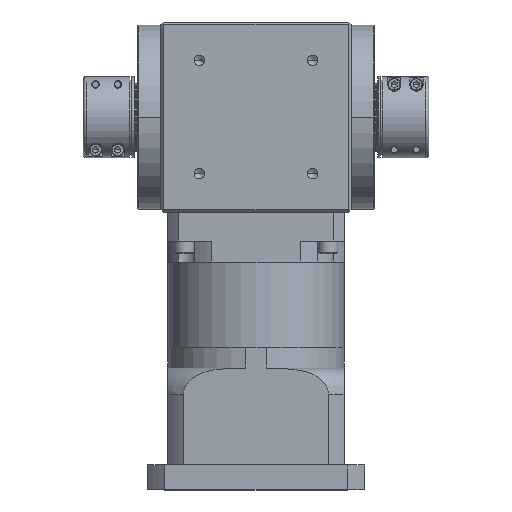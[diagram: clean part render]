
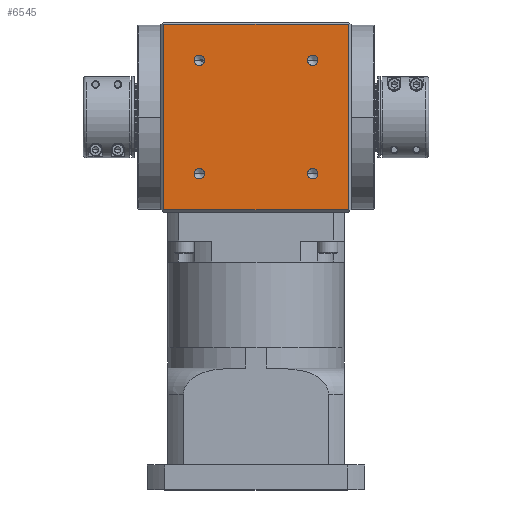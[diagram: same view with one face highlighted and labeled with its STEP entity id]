
A CAD part, top view. The second image highlights one B-rep face of the part: STEP entity #6545.
In plain terms, the highlighted planar face has unit normal (0, 0, 1).
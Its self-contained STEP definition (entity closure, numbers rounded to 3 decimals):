
#1202 = CARTESIAN_POINT ( 'NONE',  ( -45.962, 327.962, 77. ) ) ;
#2396 = DIRECTION ( 'NONE',  ( 0., 0., 1. ) ) ;
#2946 = CIRCLE ( 'NONE', #6499, 4.25 ) ;
#3469 = DIRECTION ( 'NONE',  ( 0., 0., 1. ) ) ;
#3555 = VERTEX_POINT ( 'NONE', #21110 ) ;
#3943 = CARTESIAN_POINT ( 'NONE',  ( -45.962, 236.038, 77. ) ) ;
#4476 = DIRECTION ( 'NONE',  ( 0., -1., 0. ) ) ;
#4699 = CIRCLE ( 'NONE', #25510, 4.25 ) ;
#4905 = VECTOR ( 'NONE', #9000, 1000. ) ;
#5206 = DIRECTION ( 'NONE',  ( -1., 0., 0. ) ) ;
#5391 = CARTESIAN_POINT ( 'NONE',  ( -74.872, 207., 77. ) ) ;
#5724 = CARTESIAN_POINT ( 'NONE',  ( -95., 357., 77. ) ) ;
#6131 = VERTEX_POINT ( 'NONE', #15623 ) ;
#6218 = VERTEX_POINT ( 'NONE', #38563 ) ;
#6499 = AXIS2_PLACEMENT_3D ( 'NONE', #35209, #15654, #38449 ) ;
#6545 = ADVANCED_FACE ( 'NONE', ( #16412, #7857, #33776, #40302, #31733 ), #17610, .F. ) ;
#6723 = EDGE_CURVE ( 'NONE', #16066, #12660, #30846, .T. ) ;
#6848 = EDGE_LOOP ( 'NONE', ( #37937, #20335 ) ) ;
#6889 = AXIS2_PLACEMENT_3D ( 'NONE', #36086, #16548, #39309 ) ;
#7233 = DIRECTION ( 'NONE',  ( 0., -1., 0. ) ) ;
#7267 = VERTEX_POINT ( 'NONE', #5391 ) ;
#7585 = CARTESIAN_POINT ( 'NONE',  ( -45.962, 231.788, 77. ) ) ;
#7857 = FACE_BOUND ( 'NONE', #31897, .T. ) ;
#8204 = CARTESIAN_POINT ( 'NONE',  ( -74.872, 0., 77. ) ) ;
#9000 = DIRECTION ( 'NONE',  ( 1., 0., 0. ) ) ;
#9856 = CIRCLE ( 'NONE', #14156, 4.25 ) ;
#11436 = DIRECTION ( 'NONE',  ( 0., 1., 0. ) ) ;
#11463 = CARTESIAN_POINT ( 'NONE',  ( 74.872, 0., 77. ) ) ;
#11601 = ORIENTED_EDGE ( 'NONE', *, *, #11735, .F. ) ;
#11735 = EDGE_CURVE ( 'NONE', #6131, #15591, #40939, .T. ) ;
#12484 = EDGE_CURVE ( 'NONE', #29552, #18836, #14802, .T. ) ;
#12660 = VERTEX_POINT ( 'NONE', #23722 ) ;
#14156 = AXIS2_PLACEMENT_3D ( 'NONE', #3943, #26705, #7233 ) ;
#14799 = CARTESIAN_POINT ( 'NONE',  ( -95., 207., 77. ) ) ;
#14802 = CIRCLE ( 'NONE', #35263, 4.25 ) ;
#14863 = CARTESIAN_POINT ( 'NONE',  ( 45.962, 332.212, 77. ) ) ;
#15014 = CARTESIAN_POINT ( 'NONE',  ( 45.962, 327.962, 77. ) ) ;
#15137 = EDGE_CURVE ( 'NONE', #40943, #23523, #2946, .T. ) ;
#15505 = VECTOR ( 'NONE', #34224, 1000. ) ;
#15591 = VERTEX_POINT ( 'NONE', #21543 ) ;
#15623 = CARTESIAN_POINT ( 'NONE',  ( -45.962, 332.212, 77. ) ) ;
#15654 = DIRECTION ( 'NONE',  ( 0., 0., 1. ) ) ;
#16003 = CARTESIAN_POINT ( 'NONE',  ( -45.962, 236.038, 77. ) ) ;
#16066 = VERTEX_POINT ( 'NONE', #27634 ) ;
#16412 = FACE_BOUND ( 'NONE', #23432, .T. ) ;
#16548 = DIRECTION ( 'NONE',  ( 0., 0., 1. ) ) ;
#17451 = CARTESIAN_POINT ( 'NONE',  ( -45.962, 240.288, 77. ) ) ;
#17610 = PLANE ( 'NONE',  #39554 ) ;
#17744 = DIRECTION ( 'NONE',  ( 0., 0., -1. ) ) ;
#18288 = DIRECTION ( 'NONE',  ( 0., -1., 0. ) ) ;
#18836 = VERTEX_POINT ( 'NONE', #7585 ) ;
#19330 = DIRECTION ( 'NONE',  ( 0., -1., 0. ) ) ;
#19592 = EDGE_CURVE ( 'NONE', #15591, #6131, #25436, .T. ) ;
#20114 = VECTOR ( 'NONE', #5206, 1000. ) ;
#20335 = ORIENTED_EDGE ( 'NONE', *, *, #12484, .F. ) ;
#20718 = CIRCLE ( 'NONE', #6889, 4.25 ) ;
#21110 = CARTESIAN_POINT ( 'NONE',  ( 45.962, 231.788, 77. ) ) ;
#21457 = ORIENTED_EDGE ( 'NONE', *, *, #15137, .F. ) ;
#21543 = CARTESIAN_POINT ( 'NONE',  ( -45.962, 323.712, 77. ) ) ;
#21866 = CARTESIAN_POINT ( 'NONE',  ( -45.962, 327.962, 77. ) ) ;
#22395 = EDGE_CURVE ( 'NONE', #6218, #7267, #37435, .T. ) ;
#22785 = ORIENTED_EDGE ( 'NONE', *, *, #26446, .F. ) ;
#22927 = CARTESIAN_POINT ( 'NONE',  ( 45.962, 236.038, 77. ) ) ;
#23212 = AXIS2_PLACEMENT_3D ( 'NONE', #1202, #23944, #4476 ) ;
#23432 = EDGE_LOOP ( 'NONE', ( #29495, #11601 ) ) ;
#23523 = VERTEX_POINT ( 'NONE', #14863 ) ;
#23722 = CARTESIAN_POINT ( 'NONE',  ( 74.872, 357., 77. ) ) ;
#23931 = ORIENTED_EDGE ( 'NONE', *, *, #36038, .F. ) ;
#23944 = DIRECTION ( 'NONE',  ( 0., 0., 1. ) ) ;
#24076 = CIRCLE ( 'NONE', #39692, 4.25 ) ;
#24151 = ORIENTED_EDGE ( 'NONE', *, *, #30757, .F. ) ;
#24214 = LINE ( 'NONE', #11463, #15505 ) ;
#25156 = DIRECTION ( 'NONE',  ( 0., -1., 0. ) ) ;
#25436 = CIRCLE ( 'NONE', #40659, 4.25 ) ;
#25510 = AXIS2_PLACEMENT_3D ( 'NONE', #22927, #3469, #26236 ) ;
#25709 = VECTOR ( 'NONE', #11436, 1000. ) ;
#26236 = DIRECTION ( 'NONE',  ( 0., -1., 0. ) ) ;
#26446 = EDGE_CURVE ( 'NONE', #33719, #3555, #4699, .T. ) ;
#26705 = DIRECTION ( 'NONE',  ( 0., 0., 1. ) ) ;
#27634 = CARTESIAN_POINT ( 'NONE',  ( -74.872, 357., 77. ) ) ;
#29472 = CARTESIAN_POINT ( 'NONE',  ( 45.962, 240.288, 77. ) ) ;
#29495 = ORIENTED_EDGE ( 'NONE', *, *, #19592, .F. ) ;
#29552 = VERTEX_POINT ( 'NONE', #17451 ) ;
#30757 = EDGE_CURVE ( 'NONE', #3555, #33719, #20718, .T. ) ;
#30811 = ORIENTED_EDGE ( 'NONE', *, *, #6723, .F. ) ;
#30846 = LINE ( 'NONE', #5724, #4905 ) ;
#31733 = FACE_OUTER_BOUND ( 'NONE', #37383, .T. ) ;
#31897 = EDGE_LOOP ( 'NONE', ( #21457, #34782 ) ) ;
#33656 = EDGE_LOOP ( 'NONE', ( #24151, #22785 ) ) ;
#33719 = VERTEX_POINT ( 'NONE', #29472 ) ;
#33776 = FACE_BOUND ( 'NONE', #33656, .T. ) ;
#34224 = DIRECTION ( 'NONE',  ( 0., -1., 0. ) ) ;
#34782 = ORIENTED_EDGE ( 'NONE', *, *, #41697, .F. ) ;
#35209 = CARTESIAN_POINT ( 'NONE',  ( 45.962, 327.962, 77. ) ) ;
#35263 = AXIS2_PLACEMENT_3D ( 'NONE', #16003, #38807, #19330 ) ;
#35598 = CARTESIAN_POINT ( 'NONE',  ( 45.962, 323.712, 77. ) ) ;
#36038 = EDGE_CURVE ( 'NONE', #12660, #6218, #24214, .T. ) ;
#36086 = CARTESIAN_POINT ( 'NONE',  ( 45.962, 236.038, 77. ) ) ;
#36472 = EDGE_CURVE ( 'NONE', #7267, #16066, #41906, .T. ) ;
#36775 = ORIENTED_EDGE ( 'NONE', *, *, #22395, .F. ) ;
#37226 = EDGE_CURVE ( 'NONE', #18836, #29552, #9856, .T. ) ;
#37273 = CARTESIAN_POINT ( 'NONE',  ( -95., 359., 77. ) ) ;
#37383 = EDGE_LOOP ( 'NONE', ( #23931, #30811, #38025, #36775 ) ) ;
#37435 = LINE ( 'NONE', #14799, #20114 ) ;
#37805 = DIRECTION ( 'NONE',  ( 0., 0., 1. ) ) ;
#37937 = ORIENTED_EDGE ( 'NONE', *, *, #37226, .F. ) ;
#38025 = ORIENTED_EDGE ( 'NONE', *, *, #36472, .F. ) ;
#38449 = DIRECTION ( 'NONE',  ( 0., -1., 0. ) ) ;
#38563 = CARTESIAN_POINT ( 'NONE',  ( 74.872, 207., 77. ) ) ;
#38807 = DIRECTION ( 'NONE',  ( 0., 0., 1. ) ) ;
#39309 = DIRECTION ( 'NONE',  ( 0., -1., 0. ) ) ;
#39554 = AXIS2_PLACEMENT_3D ( 'NONE', #37273, #17744, #40454 ) ;
#39692 = AXIS2_PLACEMENT_3D ( 'NONE', #15014, #37805, #18288 ) ;
#40302 = FACE_BOUND ( 'NONE', #6848, .T. ) ;
#40454 = DIRECTION ( 'NONE',  ( 0., 1., 0. ) ) ;
#40659 = AXIS2_PLACEMENT_3D ( 'NONE', #21866, #2396, #25156 ) ;
#40939 = CIRCLE ( 'NONE', #23212, 4.25 ) ;
#40943 = VERTEX_POINT ( 'NONE', #35598 ) ;
#41697 = EDGE_CURVE ( 'NONE', #23523, #40943, #24076, .T. ) ;
#41906 = LINE ( 'NONE', #8204, #25709 ) ;
